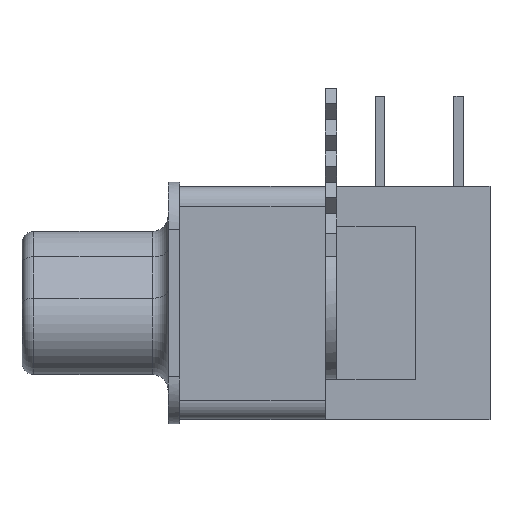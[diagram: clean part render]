
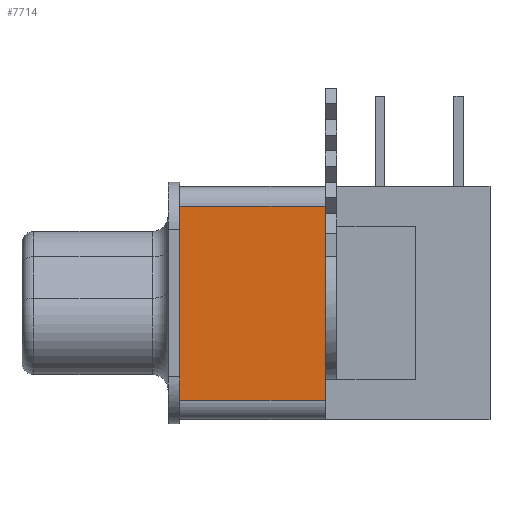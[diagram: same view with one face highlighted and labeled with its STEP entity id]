
A CAD part, front view. The second image highlights one B-rep face of the part: STEP entity #7714.
In plain terms, the highlighted planar face has unit normal (0, -1, 0).
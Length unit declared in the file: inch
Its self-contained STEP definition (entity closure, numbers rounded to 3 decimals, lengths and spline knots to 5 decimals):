
#42=DIRECTION('',(0.,0.,-1.));
#43=VECTOR('',#42,0.00552);
#44=CARTESIAN_POINT('',(0.0075,-0.5875,0.1235));
#45=LINE('',#44,#43);
#56=DIRECTION('',(0.,0.,-1.));
#57=VECTOR('',#56,0.00552);
#58=CARTESIAN_POINT('',(0.0075,-0.5875,-0.11798));
#59=LINE('',#58,#57);
#1121=DIRECTION('',(1.,0.,0.));
#1122=VECTOR('',#1121,0.185);
#1123=CARTESIAN_POINT('',(0.0075,-0.5875,0.1235));
#1124=LINE('',#1123,#1122);
#1130=DIRECTION('',(0.,0.,-1.));
#1131=VECTOR('',#1130,0.247);
#1132=CARTESIAN_POINT('',(0.1925,-0.5875,0.1235));
#1133=LINE('',#1132,#1131);
#1143=DIRECTION('',(-1.,0.,0.));
#1144=VECTOR('',#1143,0.185);
#1145=CARTESIAN_POINT('',(0.1925,-0.5875,-0.1235));
#1146=LINE('',#1145,#1144);
#1226=DIRECTION('',(0.,0.,1.));
#1227=VECTOR('',#1226,0.23596);
#1228=CARTESIAN_POINT('',(0.0075,-0.5875,-0.11798));
#1229=LINE('',#1228,#1227);
#4675=CARTESIAN_POINT('',(0.0075,-0.5875,-0.11798));
#4676=CARTESIAN_POINT('',(0.0075,-0.5875,0.11798));
#4677=VERTEX_POINT('',#4675);
#4678=VERTEX_POINT('',#4676);
#4731=CARTESIAN_POINT('',(0.1925,-0.5875,0.1235));
#4732=VERTEX_POINT('',#4731);
#4733=CARTESIAN_POINT('',(0.0075,-0.5875,0.1235));
#4734=VERTEX_POINT('',#4733);
#4739=CARTESIAN_POINT('',(0.1925,-0.5875,-0.1235));
#4740=CARTESIAN_POINT('',(0.0075,-0.5875,-0.1235));
#4741=VERTEX_POINT('',#4739);
#4742=VERTEX_POINT('',#4740);
#7699=CARTESIAN_POINT('',(0.1925,-0.5875,0.1485));
#7700=DIRECTION('',(0.,-1.,0.));
#7701=DIRECTION('',(-1.,0.,0.));
#7702=AXIS2_PLACEMENT_3D('',#7699,#7700,#7701);
#7703=PLANE('',#7702);
#7704=ORIENTED_EDGE('',*,*,#7693,.T.);
#7705=ORIENTED_EDGE('',*,*,#7321,.T.);
#7707=ORIENTED_EDGE('',*,*,#7706,.T.);
#7708=ORIENTED_EDGE('',*,*,#6168,.F.);
#7710=ORIENTED_EDGE('',*,*,#7709,.T.);
#7711=ORIENTED_EDGE('',*,*,#6148,.F.);
#7712=EDGE_LOOP('',(#7704,#7705,#7707,#7708,#7710,#7711));
#7713=FACE_OUTER_BOUND('',#7712,.F.);
#7714=ADVANCED_FACE('',(#7713),#7703,.T.);
#6148=EDGE_CURVE('',#4734,#4678,#45,.T.);
#6168=EDGE_CURVE('',#4677,#4742,#59,.T.);
#7321=EDGE_CURVE('',#4732,#4741,#1133,.T.);
#7693=EDGE_CURVE('',#4734,#4732,#1124,.T.);
#7706=EDGE_CURVE('',#4741,#4742,#1146,.T.);
#7709=EDGE_CURVE('',#4677,#4678,#1229,.T.);
